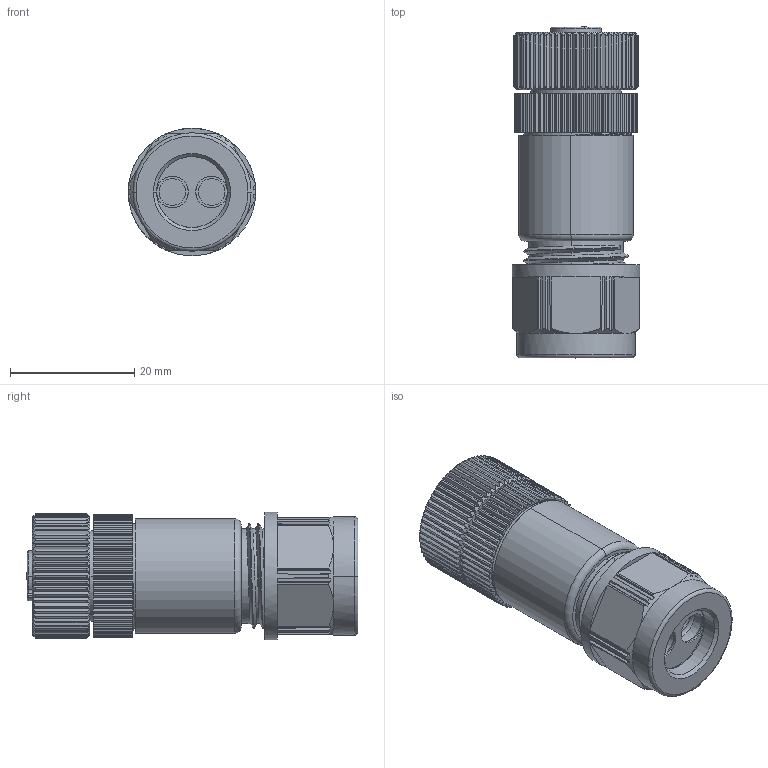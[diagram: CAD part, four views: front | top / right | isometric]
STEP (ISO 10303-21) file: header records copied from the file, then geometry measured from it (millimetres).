
FILE_DESCRIPTION((''),'2;1');
FILE_NAME('3D_1630084241001_M12-F08A-T-2D5','2020-12-29T',('cm.zhong'),(''),'PRO/ENGINEER BY PARAMETRIC TECHNOLOGY CORPORATION, 2012480','PRO/ENGINEER BY PARAMETRIC TECHNOLOGY CORPORATION, 2012480','');
FILE_SCHEMA(('CONFIG_CONTROL_DESIGN'));
Products named in the file (1): 3D_1630084241001_M12-F08A-T-2D5
Bounding box: 20.5 x 53.38 x 20.49 mm (x, y, z)
Volume: 11018.3 mm3; surface area: 10511.3 mm2
Topology: 1 solids, 1 shells, 1548 faces, 4437 edges, 2877 vertices
Faces by surface type: plane 639, cylinder 429, cone 244, extrusion 176, bspline 45, torus 13, sphere 2
Entity records: 62336 total; most frequent: CARTESIAN_POINT 23920, ORIENTED_EDGE 8870, DIRECTION 6787, EDGE_CURVE 4435, VERTEX_POINT 2877, AXIS2_PLACEMENT_3D 2309, VECTOR 2169, LINE 1993
